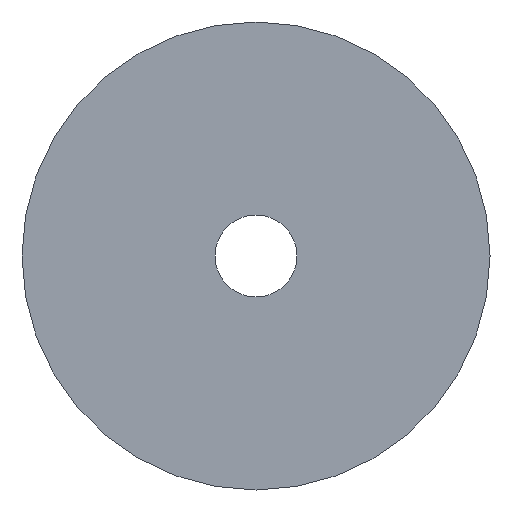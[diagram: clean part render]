
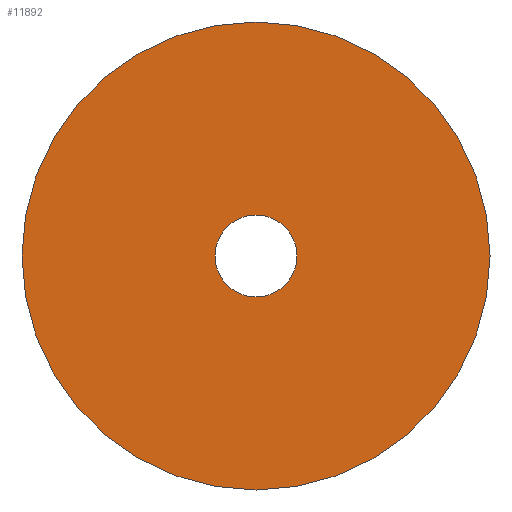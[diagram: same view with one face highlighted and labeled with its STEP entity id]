
A CAD part, front view. The second image highlights one B-rep face of the part: STEP entity #11892.
In plain terms, the highlighted planar face has unit normal (0, -1, 0).
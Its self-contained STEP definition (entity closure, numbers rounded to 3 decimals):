
#205 = ORIENTED_EDGE ( 'NONE', *, *, #11886, .F. ) ;
#1047 = CARTESIAN_POINT ( 'NONE',  ( 0., 0., -5.25 ) ) ;
#1390 = AXIS2_PLACEMENT_3D ( 'NONE', #2498, #5515, #8479 ) ;
#2131 = AXIS2_PLACEMENT_3D ( 'NONE', #7702, #8927, #10851 ) ;
#2219 = VERTEX_POINT ( 'NONE', #12365 ) ;
#2429 = EDGE_CURVE ( 'NONE', #2219, #11294, #9828, .T. ) ;
#2445 = CIRCLE ( 'NONE', #6547, 30. ) ;
#2498 = CARTESIAN_POINT ( 'NONE',  ( 0., 0., 0. ) ) ;
#2869 = DIRECTION ( 'NONE',  ( 0., 0., 1. ) ) ;
#2939 = DIRECTION ( 'NONE',  ( 0., 1., 0. ) ) ;
#3148 = AXIS2_PLACEMENT_3D ( 'NONE', #3899, #9906, #11045 ) ;
#3664 = EDGE_LOOP ( 'NONE', ( #8334, #10894 ) ) ;
#3883 = CARTESIAN_POINT ( 'NONE',  ( 0., 0., 0. ) ) ;
#3899 = CARTESIAN_POINT ( 'NONE',  ( 0., 0., 0. ) ) ;
#5279 = CARTESIAN_POINT ( 'NONE',  ( 0., 0., -30. ) ) ;
#5515 = DIRECTION ( 'NONE',  ( 0., 1., 0. ) ) ;
#5657 = VERTEX_POINT ( 'NONE', #8463 ) ;
#5681 = AXIS2_PLACEMENT_3D ( 'NONE', #3883, #2939, #7910 ) ;
#6518 = EDGE_LOOP ( 'NONE', ( #205, #8617 ) ) ;
#6547 = AXIS2_PLACEMENT_3D ( 'NONE', #8857, #7980, #2869 ) ;
#7702 = CARTESIAN_POINT ( 'NONE',  ( 0., 0., 0. ) ) ;
#7910 = DIRECTION ( 'NONE',  ( 0., 0., 1. ) ) ;
#7980 = DIRECTION ( 'NONE',  ( 0., 1., 0. ) ) ;
#8008 = VERTEX_POINT ( 'NONE', #5279 ) ;
#8334 = ORIENTED_EDGE ( 'NONE', *, *, #9718, .T. ) ;
#8463 = CARTESIAN_POINT ( 'NONE',  ( 0., 0., 30. ) ) ;
#8479 = DIRECTION ( 'NONE',  ( 0., 0., 1. ) ) ;
#8617 = ORIENTED_EDGE ( 'NONE', *, *, #11621, .F. ) ;
#8746 = FACE_BOUND ( 'NONE', #3664, .T. ) ;
#8857 = CARTESIAN_POINT ( 'NONE',  ( 0., 0., 0. ) ) ;
#8927 = DIRECTION ( 'NONE',  ( 0., 1., 0. ) ) ;
#8978 = PLANE ( 'NONE',  #3148 ) ;
#9519 = FACE_OUTER_BOUND ( 'NONE', #6518, .T. ) ;
#9714 = CIRCLE ( 'NONE', #5681, 5.25 ) ;
#9718 = EDGE_CURVE ( 'NONE', #11294, #2219, #9714, .T. ) ;
#9828 = CIRCLE ( 'NONE', #2131, 5.25 ) ;
#9906 = DIRECTION ( 'NONE',  ( 0., 1., 0. ) ) ;
#10851 = DIRECTION ( 'NONE',  ( 0., 0., 1. ) ) ;
#10894 = ORIENTED_EDGE ( 'NONE', *, *, #2429, .T. ) ;
#11045 = DIRECTION ( 'NONE',  ( 0., 0., 1. ) ) ;
#11294 = VERTEX_POINT ( 'NONE', #1047 ) ;
#11621 = EDGE_CURVE ( 'NONE', #5657, #8008, #12680, .T. ) ;
#11886 = EDGE_CURVE ( 'NONE', #8008, #5657, #2445, .T. ) ;
#11892 = ADVANCED_FACE ( 'NONE', ( #9519, #8746 ), #8978, .F. ) ;
#12365 = CARTESIAN_POINT ( 'NONE',  ( 0., 0., 5.25 ) ) ;
#12680 = CIRCLE ( 'NONE', #1390, 30. ) ;
